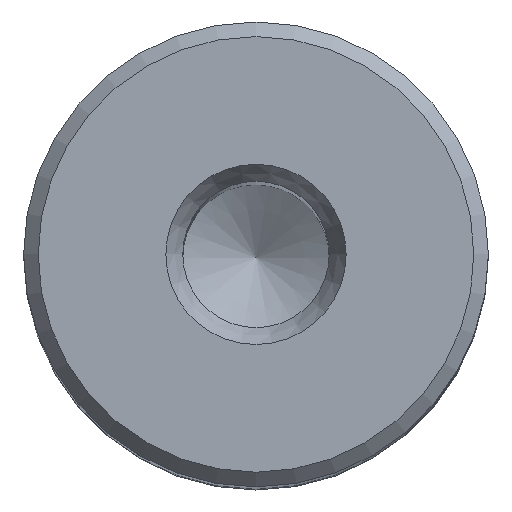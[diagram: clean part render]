
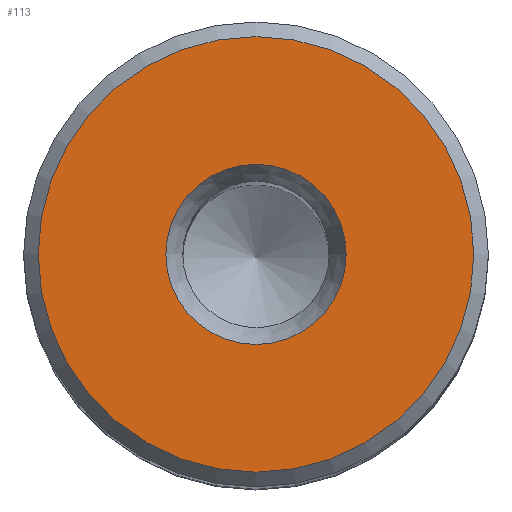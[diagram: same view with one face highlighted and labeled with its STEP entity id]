
A CAD part, top view. The second image highlights one B-rep face of the part: STEP entity #113.
In plain terms, the highlighted planar face has unit normal (0, 0, 1).
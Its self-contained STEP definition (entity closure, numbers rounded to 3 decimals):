
#53=PLANE('',#799);
#113=ADVANCED_FACE('',(#315,#316),#53,.T.);
#315=FACE_BOUND('',#431,.T.);
#316=FACE_BOUND('',#432,.T.);
#431=EDGE_LOOP('',(#545));
#432=EDGE_LOOP('',(#546));
#545=ORIENTED_EDGE('',*,*,#682,.T.);
#546=ORIENTED_EDGE('',*,*,#683,.T.);
#623=VERTEX_POINT('',#1393);
#624=VERTEX_POINT('',#1395);
#682=EDGE_CURVE('',#623,#623,#739,.T.);
#683=EDGE_CURVE('',#624,#624,#740,.T.);
#739=CIRCLE('',#797,14.875);
#740=CIRCLE('',#798,6.155);
#797=AXIS2_PLACEMENT_3D('',#1392,#950,#951);
#798=AXIS2_PLACEMENT_3D('',#1394,#952,#953);
#799=AXIS2_PLACEMENT_3D('',#1396,#954,#955);
#950=DIRECTION('',(0.,0.,1.));
#951=DIRECTION('',(1.,0.,0.));
#952=DIRECTION('',(0.,0.,-1.));
#953=DIRECTION('',(-1.,0.,0.));
#954=DIRECTION('',(0.,0.,1.));
#955=DIRECTION('',(1.,0.,0.));
#1392=CARTESIAN_POINT('',(0.,0.,80.));
#1393=CARTESIAN_POINT('',(14.875,0.,80.));
#1394=CARTESIAN_POINT('',(0.,0.,80.));
#1395=CARTESIAN_POINT('',(-6.155,0.,80.));
#1396=CARTESIAN_POINT('',(15.875,0.,80.));
